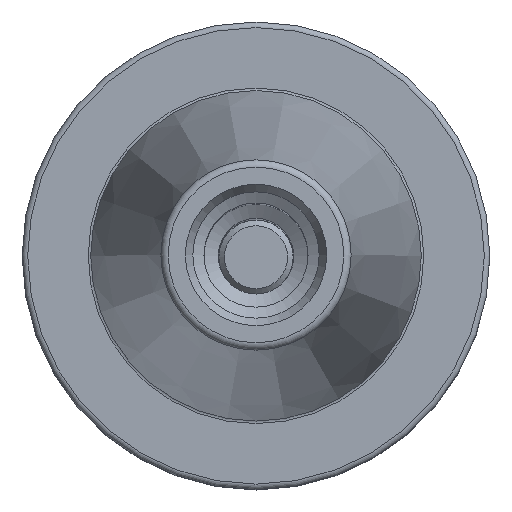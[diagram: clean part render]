
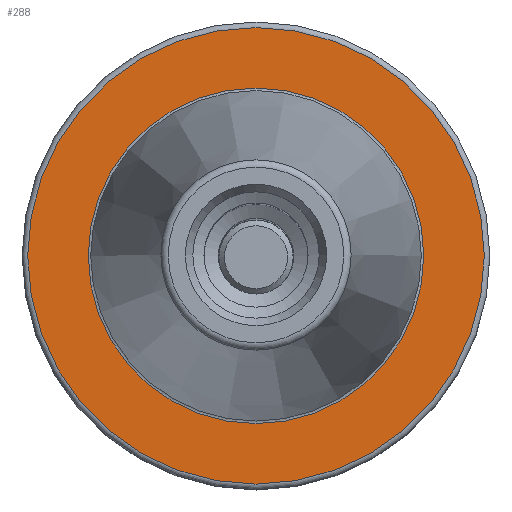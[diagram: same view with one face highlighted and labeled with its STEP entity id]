
A CAD part, top view. The second image highlights one B-rep face of the part: STEP entity #288.
In plain terms, the highlighted planar face has unit normal (0, 0, 1).
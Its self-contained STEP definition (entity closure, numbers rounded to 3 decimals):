
#210 = EDGE_CURVE('',#211,#211,#213,.T.);
#211 = VERTEX_POINT('',#212);
#212 = CARTESIAN_POINT('',(0.,-30.738,-2.)
  );
#213 = CIRCLE('',#214,30.738);
#214 = AXIS2_PLACEMENT_3D('',#215,#216,#217);
#215 = CARTESIAN_POINT('',(0.,0.,
    -2.));
#216 = DIRECTION('',(0.,0.,1.));
#217 = DIRECTION('',(0.,-1.,0.));
#288 = ADVANCED_FACE('',(#289,#300),#303,.T.);
#289 = FACE_BOUND('',#290,.T.);
#290 = EDGE_LOOP('',(#291));
#291 = ORIENTED_EDGE('',*,*,#292,.T.);
#292 = EDGE_CURVE('',#293,#293,#295,.T.);
#293 = VERTEX_POINT('',#294);
#294 = CARTESIAN_POINT('',(-22.59,0.,-2.));
#295 = CIRCLE('',#296,22.59);
#296 = AXIS2_PLACEMENT_3D('',#297,#298,#299);
#297 = CARTESIAN_POINT('',(0.,0.,
    -2.));
#298 = DIRECTION('',(0.,0.,-1.));
#299 = DIRECTION('',(-1.,0.,0.));
#300 = FACE_BOUND('',#301,.T.);
#301 = EDGE_LOOP('',(#302));
#302 = ORIENTED_EDGE('',*,*,#210,.T.);
#303 = PLANE('',#304);
#304 = AXIS2_PLACEMENT_3D('',#305,#306,#307);
#305 = CARTESIAN_POINT('',(0.,0.,
    -2.));
#306 = DIRECTION('',(0.,0.,1.));
#307 = DIRECTION('',(0.,-1.,0.));
